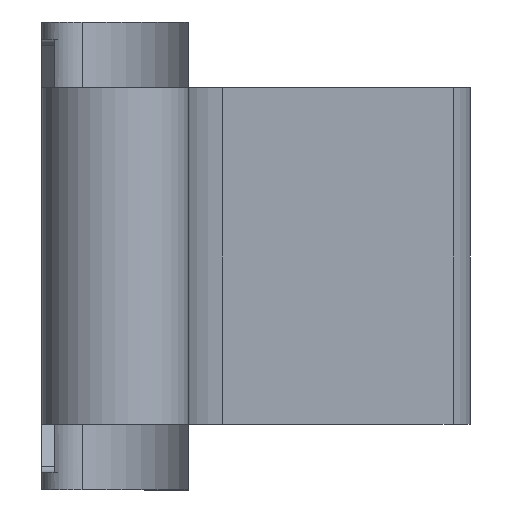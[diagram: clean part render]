
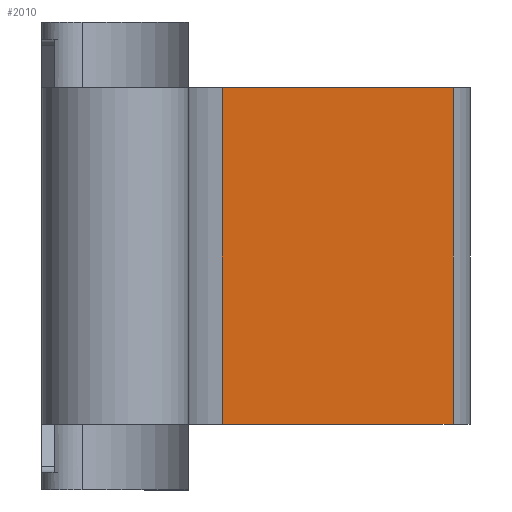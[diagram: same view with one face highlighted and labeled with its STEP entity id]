
A CAD part, front view. The second image highlights one B-rep face of the part: STEP entity #2010.
In plain terms, the highlighted planar face has unit normal (0.766, -0.643, 0).
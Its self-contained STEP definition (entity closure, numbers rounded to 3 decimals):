
#58 = DIRECTION ( 'NONE',  ( 0.643, 0.766, 0. ) ) ;
#390 = CARTESIAN_POINT ( 'NONE',  ( 23.114, 89.767, -11.5 ) ) ;
#398 = VECTOR ( 'NONE', #1765, 1000. ) ;
#408 = CARTESIAN_POINT ( 'NONE',  ( 7.34, 70.968, -11.5 ) ) ;
#504 = CARTESIAN_POINT ( 'NONE',  ( 7.34, 70.968, 11.5 ) ) ;
#549 = VECTOR ( 'NONE', #856, 1000. ) ;
#580 = VECTOR ( 'NONE', #2123, 1000. ) ;
#615 = ORIENTED_EDGE ( 'NONE', *, *, #1575, .T. ) ;
#856 = DIRECTION ( 'NONE',  ( 0.643, 0.766, 0. ) ) ;
#1106 = VECTOR ( 'NONE', #58, 1000. ) ;
#1223 = LINE ( 'NONE', #1515, #580 ) ;
#1302 = VERTEX_POINT ( 'NONE', #408 ) ;
#1342 = ORIENTED_EDGE ( 'NONE', *, *, #2951, .F. ) ;
#1347 = VERTEX_POINT ( 'NONE', #390 ) ;
#1515 = CARTESIAN_POINT ( 'NONE',  ( 7.34, 70.968, 0. ) ) ;
#1575 = EDGE_CURVE ( 'NONE', #1302, #1347, #3568, .T. ) ;
#1746 = CARTESIAN_POINT ( 'NONE',  ( 23.114, 89.767, 0. ) ) ;
#1765 = DIRECTION ( 'NONE',  ( 0., 0., -1. ) ) ;
#1776 = ORIENTED_EDGE ( 'NONE', *, *, #3220, .F. ) ;
#1895 = VERTEX_POINT ( 'NONE', #3289 ) ;
#1940 = EDGE_CURVE ( 'NONE', #3165, #1302, #1223, .T. ) ;
#2010 = ADVANCED_FACE ( 'NONE', ( #2139 ), #3325, .F. ) ;
#2090 = DIRECTION ( 'NONE',  ( -0.766, 0.643, 0. ) ) ;
#2123 = DIRECTION ( 'NONE',  ( 0., 0., -1. ) ) ;
#2139 = FACE_OUTER_BOUND ( 'NONE', #3766, .T. ) ;
#2709 = LINE ( 'NONE', #3010, #398 ) ;
#2830 = ORIENTED_EDGE ( 'NONE', *, *, #1940, .T. ) ;
#2853 = CARTESIAN_POINT ( 'NONE',  ( 7.34, 70.968, 11.5 ) ) ;
#2936 = DIRECTION ( 'NONE',  ( -0.643, -0.766, 0. ) ) ;
#2951 = EDGE_CURVE ( 'NONE', #1895, #1347, #2709, .T. ) ;
#3010 = CARTESIAN_POINT ( 'NONE',  ( 23.114, 89.767, 0. ) ) ;
#3165 = VERTEX_POINT ( 'NONE', #504 ) ;
#3220 = EDGE_CURVE ( 'NONE', #3165, #1895, #3514, .T. ) ;
#3276 = CARTESIAN_POINT ( 'NONE',  ( 7.34, 70.968, -11.5 ) ) ;
#3289 = CARTESIAN_POINT ( 'NONE',  ( 23.114, 89.767, 11.5 ) ) ;
#3325 = PLANE ( 'NONE',  #3613 ) ;
#3514 = LINE ( 'NONE', #2853, #549 ) ;
#3568 = LINE ( 'NONE', #3276, #1106 ) ;
#3613 = AXIS2_PLACEMENT_3D ( 'NONE', #1746, #2090, #2936 ) ;
#3766 = EDGE_LOOP ( 'NONE', ( #1342, #1776, #2830, #615 ) ) ;
